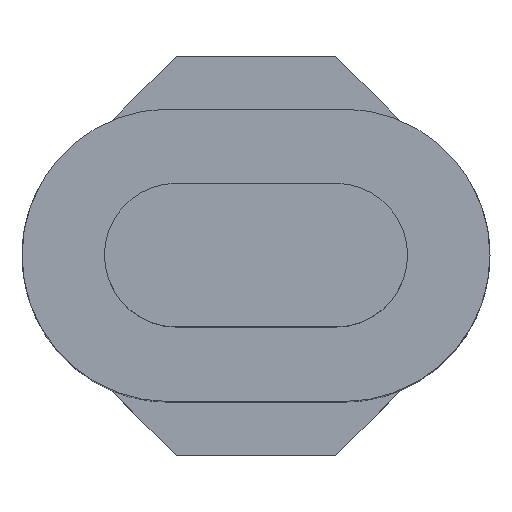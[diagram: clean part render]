
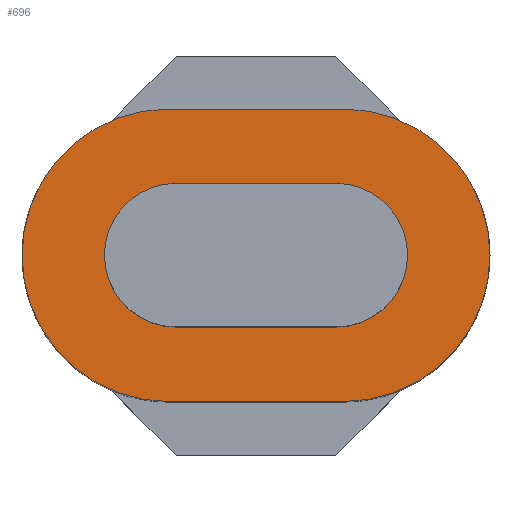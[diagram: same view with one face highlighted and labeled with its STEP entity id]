
A CAD part, top view. The second image highlights one B-rep face of the part: STEP entity #696.
In plain terms, the highlighted planar face has unit normal (0, 0, 1).
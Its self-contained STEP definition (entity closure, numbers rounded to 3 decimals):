
#152 = VERTEX_POINT('',#153);
#153 = CARTESIAN_POINT('',(1.65,-2.75,7.75));
#159 = EDGE_CURVE('',#160,#152,#162,.T.);
#160 = VERTEX_POINT('',#161);
#161 = CARTESIAN_POINT('',(1.65,2.75,7.75));
#162 = CIRCLE('',#163,2.75);
#163 = AXIS2_PLACEMENT_3D('',#164,#165,#166);
#164 = CARTESIAN_POINT('',(1.65,0.,7.75));
#165 = DIRECTION('',(0.,0.,-1.));
#166 = DIRECTION('',(1.,0.,0.));
#461 = VERTEX_POINT('',#462);
#462 = CARTESIAN_POINT('',(-1.65,2.75,7.75));
#468 = EDGE_CURVE('',#469,#461,#471,.T.);
#469 = VERTEX_POINT('',#470);
#470 = CARTESIAN_POINT('',(-1.65,-2.75,7.75));
#471 = CIRCLE('',#472,2.75);
#472 = AXIS2_PLACEMENT_3D('',#473,#474,#475);
#473 = CARTESIAN_POINT('',(-1.65,0.,7.75));
#474 = DIRECTION('',(0.,0.,-1.));
#475 = DIRECTION('',(1.,0.,0.));
#685 = EDGE_CURVE('',#160,#461,#686,.T.);
#686 = LINE('',#687,#688);
#687 = CARTESIAN_POINT('',(0.825,2.75,7.75));
#688 = VECTOR('',#689,1.);
#689 = DIRECTION('',(-1.,0.,0.));
#696 = ADVANCED_FACE('',(#697,#708),#744,.T.);
#697 = FACE_BOUND('',#698,.T.);
#698 = EDGE_LOOP('',(#699,#700,#706,#707));
#699 = ORIENTED_EDGE('',*,*,#468,.F.);
#700 = ORIENTED_EDGE('',*,*,#701,.T.);
#701 = EDGE_CURVE('',#469,#152,#702,.T.);
#702 = LINE('',#703,#704);
#703 = CARTESIAN_POINT('',(-0.825,-2.75,7.75));
#704 = VECTOR('',#705,1.);
#705 = DIRECTION('',(1.,0.,0.));
#706 = ORIENTED_EDGE('',*,*,#159,.F.);
#707 = ORIENTED_EDGE('',*,*,#685,.T.);
#708 = FACE_BOUND('',#709,.T.);
#709 = EDGE_LOOP('',(#710,#721,#729,#738));
#710 = ORIENTED_EDGE('',*,*,#711,.F.);
#711 = EDGE_CURVE('',#712,#714,#716,.T.);
#712 = VERTEX_POINT('',#713);
#713 = CARTESIAN_POINT('',(-1.5,1.35,7.75));
#714 = VERTEX_POINT('',#715);
#715 = CARTESIAN_POINT('',(-1.5,-1.35,7.75));
#716 = CIRCLE('',#717,1.35);
#717 = AXIS2_PLACEMENT_3D('',#718,#719,#720);
#718 = CARTESIAN_POINT('',(-1.5,0.,7.75));
#719 = DIRECTION('',(0.,0.,1.));
#720 = DIRECTION('',(1.,0.,0.));
#721 = ORIENTED_EDGE('',*,*,#722,.F.);
#722 = EDGE_CURVE('',#723,#712,#725,.T.);
#723 = VERTEX_POINT('',#724);
#724 = CARTESIAN_POINT('',(1.5,1.35,7.75));
#725 = LINE('',#726,#727);
#726 = CARTESIAN_POINT('',(1.5,1.35,7.75));
#727 = VECTOR('',#728,1.);
#728 = DIRECTION('',(-1.,0.,0.));
#729 = ORIENTED_EDGE('',*,*,#730,.F.);
#730 = EDGE_CURVE('',#731,#723,#733,.T.);
#731 = VERTEX_POINT('',#732);
#732 = CARTESIAN_POINT('',(1.5,-1.35,7.75));
#733 = CIRCLE('',#734,1.35);
#734 = AXIS2_PLACEMENT_3D('',#735,#736,#737);
#735 = CARTESIAN_POINT('',(1.5,0.,7.75));
#736 = DIRECTION('',(0.,0.,1.));
#737 = DIRECTION('',(1.,0.,0.));
#738 = ORIENTED_EDGE('',*,*,#739,.F.);
#739 = EDGE_CURVE('',#714,#731,#740,.T.);
#740 = LINE('',#741,#742);
#741 = CARTESIAN_POINT('',(-1.5,-1.35,7.75));
#742 = VECTOR('',#743,1.);
#743 = DIRECTION('',(1.,0.,0.));
#744 = PLANE('',#745);
#745 = AXIS2_PLACEMENT_3D('',#746,#747,#748);
#746 = CARTESIAN_POINT('',(0.,0.,7.75));
#747 = DIRECTION('',(0.,0.,1.));
#748 = DIRECTION('',(1.,0.,0.));
